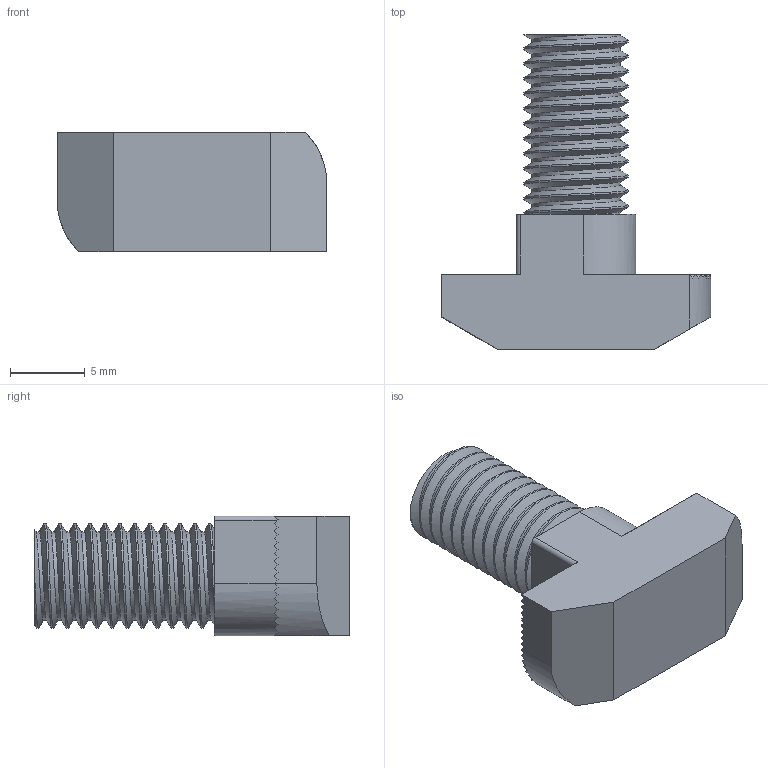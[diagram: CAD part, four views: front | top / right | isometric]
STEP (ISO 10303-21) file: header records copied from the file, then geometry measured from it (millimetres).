
FILE_DESCRIPTION (( 'STEP AP203' ), '1' );
FILE_NAME ('084.301.055.STEP', '2018-03-15T16:01:52', ( '' ), ( '' ), 'SwSTEP 2.0', 'SolidWorks 2016', '' );
FILE_SCHEMA (( 'CONFIG_CONTROL_DESIGN' ));
Length unit declared in the file: millimetre
Products named in the file (1): 084.301.055
Bounding box: 18 x 21 x 8 mm (x, y, z)
Volume: 1254 mm3; surface area: 1053 mm2
Topology: 1 solids, 1 shells, 143 faces, 412 edges, 272 vertices
Faces by surface type: plane 108, cylinder 31, bspline 4
Entity records: 7036 total; most frequent: CARTESIAN_POINT 3534, ORIENTED_EDGE 824, DIRECTION 610, EDGE_CURVE 412, VERTEX_POINT 272, VECTOR 260, LINE 260, AXIS2_PLACEMENT_3D 175
